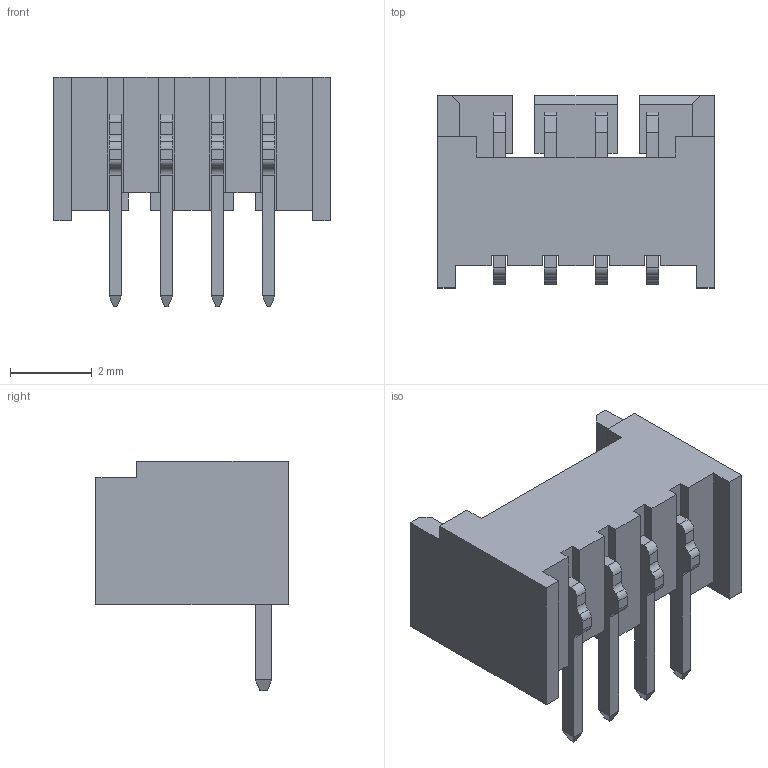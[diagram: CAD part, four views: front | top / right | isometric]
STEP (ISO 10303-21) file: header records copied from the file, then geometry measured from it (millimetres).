
FILE_DESCRIPTION((''),'2;1');
FILE_NAME('FWF12507-S04','2024-01-03T',('工程三'),(''),'PRO/ENGINEER BY PARAMETRIC TECHNOLOGY CORPORATION, 2010280','PRO/ENGINEER BY PARAMETRIC TECHNOLOGY CORPORATION, 2010280','');
FILE_SCHEMA(('CONFIG_CONTROL_DESIGN'));
Length unit declared in the file: millimetre
Products named in the file (1): FWF12507-S04
Bounding box: 6.75 x 4.7 x 5.6 mm (x, y, z)
Volume: 47.8 mm3; surface area: 216.1 mm2
Topology: 1 solids, 1 shells, 178 faces, 481 edges, 309 vertices
Faces by surface type: plane 150, cylinder 28
Entity records: 5519 total; most frequent: CARTESIAN_POINT 968, ORIENTED_EDGE 962, DIRECTION 893, EDGE_CURVE 481, VECTOR 425, LINE 425, VERTEX_POINT 309, AXIS2_PLACEMENT_3D 234
